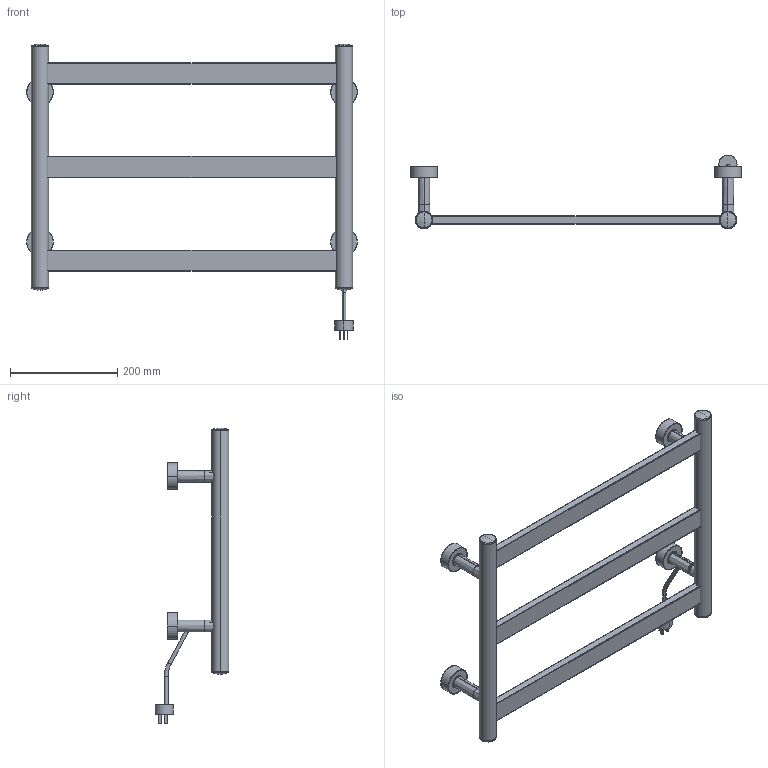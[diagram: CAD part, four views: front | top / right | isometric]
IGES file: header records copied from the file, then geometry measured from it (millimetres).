
Start section: SolidWorks IGES file using analytic representation for surfaces
Bounding box: 618 x 137.61 x 553 mm (x, y, z)
Surface area: 631211.3 mm2 (no closed solid volume)
Topology: 0 solids, 0 shells, 254 faces, 5258 edges, 5254 vertices
Faces by surface type: revolution 128, bspline 126
